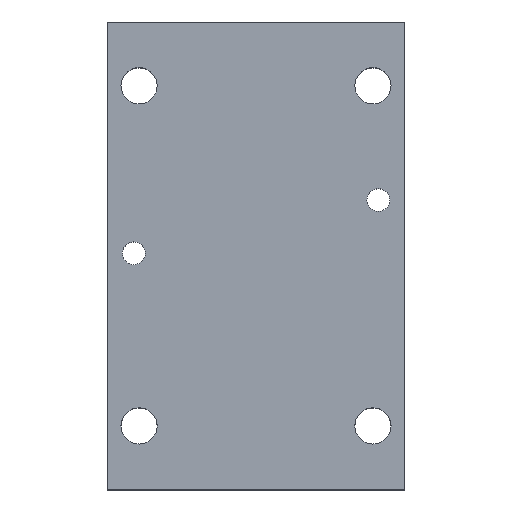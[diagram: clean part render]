
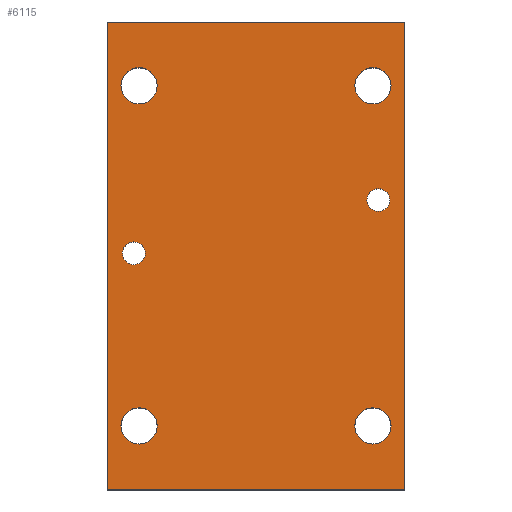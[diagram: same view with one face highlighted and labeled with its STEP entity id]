
A CAD part, top view. The second image highlights one B-rep face of the part: STEP entity #6115.
In plain terms, the highlighted planar face has unit normal (0, 0, 1).
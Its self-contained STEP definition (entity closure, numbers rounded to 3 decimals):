
#519=FACE_BOUND('',#1408,.T.);
#520=FACE_BOUND('',#1409,.T.);
#521=FACE_BOUND('',#1410,.T.);
#522=FACE_BOUND('',#1411,.T.);
#523=FACE_BOUND('',#1412,.T.);
#524=FACE_BOUND('',#1413,.T.);
#745=PLANE('',#6414);
#1056=FACE_OUTER_BOUND('',#1407,.T.);
#1407=EDGE_LOOP('',(#5775,#5776,#5777,#5778));
#1408=EDGE_LOOP('',(#5779));
#1409=EDGE_LOOP('',(#5780));
#1410=EDGE_LOOP('',(#5781));
#1411=EDGE_LOOP('',(#5782));
#1412=EDGE_LOOP('',(#5783));
#1413=EDGE_LOOP('',(#5784));
#1665=LINE('',#9186,#2318);
#2062=LINE('',#10175,#2715);
#2064=LINE('',#10179,#2717);
#2066=LINE('',#10182,#2719);
#2318=VECTOR('',#6868,10.);
#2715=VECTOR('',#7627,10.);
#2717=VECTOR('',#7631,10.);
#2719=VECTOR('',#7635,10.);
#2754=CIRCLE('',#6399,5.398);
#2755=CIRCLE('',#6401,5.398);
#2756=CIRCLE('',#6403,5.398);
#2757=CIRCLE('',#6405,5.398);
#2758=CIRCLE('',#6407,3.404);
#2759=CIRCLE('',#6409,3.404);
#3024=VERTEX_POINT('',#9183);
#3025=VERTEX_POINT('',#9185);
#3302=VERTEX_POINT('',#10150);
#3303=VERTEX_POINT('',#10154);
#3304=VERTEX_POINT('',#10158);
#3305=VERTEX_POINT('',#10162);
#3306=VERTEX_POINT('',#10166);
#3307=VERTEX_POINT('',#10170);
#3308=VERTEX_POINT('',#10174);
#3309=VERTEX_POINT('',#10178);
#3700=EDGE_CURVE('',#3025,#3024,#1665,.T.);
#4118=EDGE_CURVE('',#3302,#3302,#2754,.T.);
#4120=EDGE_CURVE('',#3303,#3303,#2755,.T.);
#4122=EDGE_CURVE('',#3304,#3304,#2756,.T.);
#4124=EDGE_CURVE('',#3305,#3305,#2757,.T.);
#4126=EDGE_CURVE('',#3306,#3306,#2758,.T.);
#4128=EDGE_CURVE('',#3307,#3307,#2759,.T.);
#4130=EDGE_CURVE('',#3308,#3025,#2062,.T.);
#4132=EDGE_CURVE('',#3309,#3308,#2064,.T.);
#4134=EDGE_CURVE('',#3024,#3309,#2066,.T.);
#5775=ORIENTED_EDGE('',*,*,#3700,.T.);
#5776=ORIENTED_EDGE('',*,*,#4134,.T.);
#5777=ORIENTED_EDGE('',*,*,#4132,.T.);
#5778=ORIENTED_EDGE('',*,*,#4130,.T.);
#5779=ORIENTED_EDGE('',*,*,#4118,.T.);
#5780=ORIENTED_EDGE('',*,*,#4120,.T.);
#5781=ORIENTED_EDGE('',*,*,#4122,.T.);
#5782=ORIENTED_EDGE('',*,*,#4124,.T.);
#5783=ORIENTED_EDGE('',*,*,#4126,.T.);
#5784=ORIENTED_EDGE('',*,*,#4128,.T.);
#6115=ADVANCED_FACE('',(#1056,#519,#520,#521,#522,#523,#524),#745,.T.);
#6399=AXIS2_PLACEMENT_3D('',#10151,#7597,#7598);
#6401=AXIS2_PLACEMENT_3D('',#10155,#7602,#7603);
#6403=AXIS2_PLACEMENT_3D('',#10159,#7607,#7608);
#6405=AXIS2_PLACEMENT_3D('',#10163,#7612,#7613);
#6407=AXIS2_PLACEMENT_3D('',#10167,#7617,#7618);
#6409=AXIS2_PLACEMENT_3D('',#10171,#7622,#7623);
#6414=AXIS2_PLACEMENT_3D('',#10184,#7638,#7639);
#6868=DIRECTION('',(1.,0.,0.));
#7597=DIRECTION('center_axis',(0.,0.,-1.));
#7598=DIRECTION('ref_axis',(1.,0.,0.));
#7602=DIRECTION('center_axis',(0.,0.,-1.));
#7603=DIRECTION('ref_axis',(1.,0.,0.));
#7607=DIRECTION('center_axis',(0.,0.,-1.));
#7608=DIRECTION('ref_axis',(1.,0.,0.));
#7612=DIRECTION('center_axis',(0.,0.,-1.));
#7613=DIRECTION('ref_axis',(1.,0.,0.));
#7617=DIRECTION('center_axis',(0.,0.,-1.));
#7618=DIRECTION('ref_axis',(1.,0.,0.));
#7622=DIRECTION('center_axis',(0.,0.,-1.));
#7623=DIRECTION('ref_axis',(1.,0.,0.));
#7627=DIRECTION('',(0.,-1.,0.));
#7631=DIRECTION('',(-1.,0.,0.));
#7635=DIRECTION('',(0.,1.,0.));
#7638=DIRECTION('center_axis',(0.,0.,1.));
#7639=DIRECTION('ref_axis',(1.,0.,0.));
#9183=CARTESIAN_POINT('',(88.9,0.,44.45));
#9185=CARTESIAN_POINT('',(0.,0.,44.45));
#9186=CARTESIAN_POINT('',(0.,0.,44.45));
#10150=CARTESIAN_POINT('',(4.128,120.65,44.45));
#10151=CARTESIAN_POINT('Origin',(9.525,120.65,44.45));
#10154=CARTESIAN_POINT('',(4.128,19.05,44.45));
#10155=CARTESIAN_POINT('Origin',(9.525,19.05,44.45));
#10158=CARTESIAN_POINT('',(73.978,19.05,44.45));
#10159=CARTESIAN_POINT('Origin',(79.375,19.05,44.45));
#10162=CARTESIAN_POINT('',(73.978,120.65,44.45));
#10163=CARTESIAN_POINT('Origin',(79.375,120.65,44.45));
#10166=CARTESIAN_POINT('',(4.547,70.637,44.45));
#10167=CARTESIAN_POINT('Origin',(7.95,70.637,44.45));
#10170=CARTESIAN_POINT('',(77.572,86.512,44.45));
#10171=CARTESIAN_POINT('Origin',(80.975,86.512,44.45));
#10174=CARTESIAN_POINT('',(0.,139.7,44.45));
#10175=CARTESIAN_POINT('',(0.,139.7,44.45));
#10178=CARTESIAN_POINT('',(88.9,139.7,44.45));
#10179=CARTESIAN_POINT('',(88.9,139.7,44.45));
#10182=CARTESIAN_POINT('',(88.9,0.,44.45));
#10184=CARTESIAN_POINT('Origin',(44.45,69.85,44.45));
